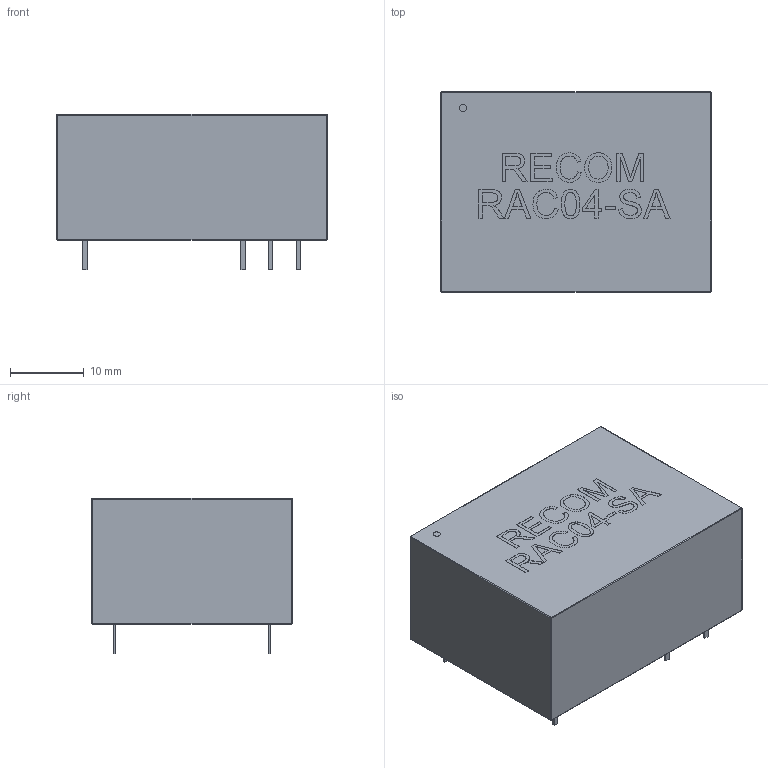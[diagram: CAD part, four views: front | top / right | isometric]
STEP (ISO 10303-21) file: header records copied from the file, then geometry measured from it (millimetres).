
FILE_DESCRIPTION( ( 'Unknown' ), '1' );
FILE_NAME( 'RAC04-SA.stp', 'Unknown', ( 'Unknown' ), ( 'Unknown' ), 'XStep 1.0', 'Unknown', ' ' );
FILE_SCHEMA( ( 'automotive_design' ) );
Length unit declared in the file: millimetre
Products named in the file (1): 1
Bounding box: 36.7 x 27.2 x 21.1 mm (x, y, z)
Volume: 17071.9 mm3; surface area: 4220.6 mm2
Topology: 1 solids, 1 shells, 182 faces, 440 edges, 280 vertices
Faces by surface type: plane 137, extrusion 24, cylinder 13, sphere 8
Full cylindrical faces by diameter (mm): 1 x1
Entity records: 7833 total; most frequent: CARTESIAN_POINT 2542, ORIENTED_EDGE 854, DIRECTION 597, EDGE_CURVE 427, VERTEX_POINT 280, VECTOR 227, B_SPLINE_CURVE_WITH_KNOTS 222, EDGE_LOOP 215
